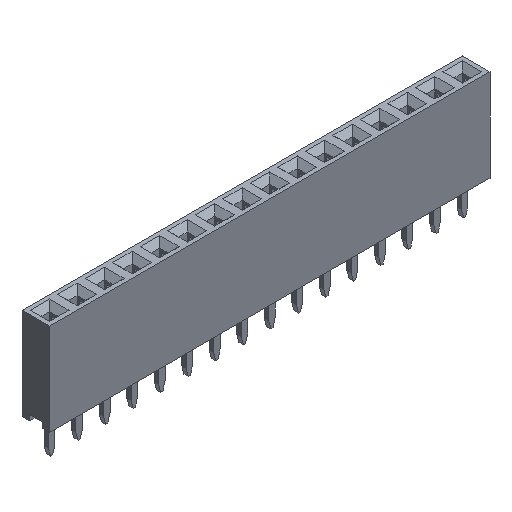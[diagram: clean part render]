
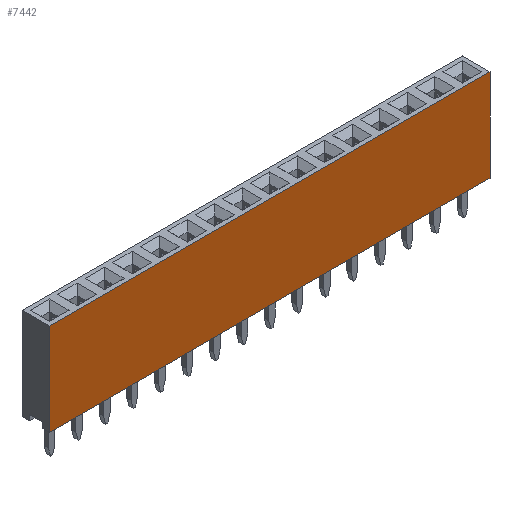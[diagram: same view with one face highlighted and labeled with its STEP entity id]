
A CAD part, isometric view. The second image highlights one B-rep face of the part: STEP entity #7442.
In plain terms, the highlighted planar face has unit normal (0, -1, 0).
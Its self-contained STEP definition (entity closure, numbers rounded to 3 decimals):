
#7442=ADVANCED_FACE('',(#13730),#13732,.T.);
#13730=FACE_BOUND('',#13731,.T.);
#13731=EDGE_LOOP('',(#18621,#18622,#18623,#18624));
#13732=PLANE('',#13733);
#13733=AXIS2_PLACEMENT_3D('',#13734,#13735,#13736);
#13734=CARTESIAN_POINT('',(-1.27,-1.27,0.));
#13735=DIRECTION('',(0.,-1.,0.));
#13736=DIRECTION('',(1.,0.,0.));
#18621=ORIENTED_EDGE('',*,*,#21167,.T.);
#18622=ORIENTED_EDGE('',*,*,#20980,.T.);
#18623=ORIENTED_EDGE('',*,*,#21133,.F.);
#18624=ORIENTED_EDGE('',*,*,#20969,.F.);
#20969=EDGE_CURVE('',#24753,#24755,#24756,.T.);
#20980=EDGE_CURVE('',#24775,#24773,#24776,.T.);
#21133=EDGE_CURVE('',#24755,#24773,#24953,.T.);
#21167=EDGE_CURVE('',#24753,#24775,#24991,.T.);
#24753=VERTEX_POINT('',#33069);
#24755=VERTEX_POINT('',#33073);
#24756=LINE('',#33074,#33075);
#24773=VERTEX_POINT('',#33111);
#24775=VERTEX_POINT('',#33115);
#24776=LINE('',#33116,#33117);
#24953=LINE('',#33603,#33604);
#24991=LINE('',#33709,#33710);
#33069=CARTESIAN_POINT('',(-1.27,-1.27,0.));
#33073=CARTESIAN_POINT('',(-1.27,-1.27,8.5));
#33074=CARTESIAN_POINT('',(-1.27,-1.27,0.));
#33075=VECTOR('',#33076,1.);
#33076=DIRECTION('',(0.,0.,1.));
#33111=CARTESIAN_POINT('',(39.37,-1.27,8.5));
#33115=CARTESIAN_POINT('',(39.37,-1.27,0.));
#33116=CARTESIAN_POINT('',(39.37,-1.27,0.));
#33117=VECTOR('',#33118,1.);
#33118=DIRECTION('',(0.,0.,1.));
#33603=CARTESIAN_POINT('',(-1.27,-1.27,8.5));
#33604=VECTOR('',#33605,1.);
#33605=DIRECTION('',(1.,0.,0.));
#33709=CARTESIAN_POINT('',(-1.27,-1.27,0.));
#33710=VECTOR('',#33711,1.);
#33711=DIRECTION('',(1.,0.,0.));
